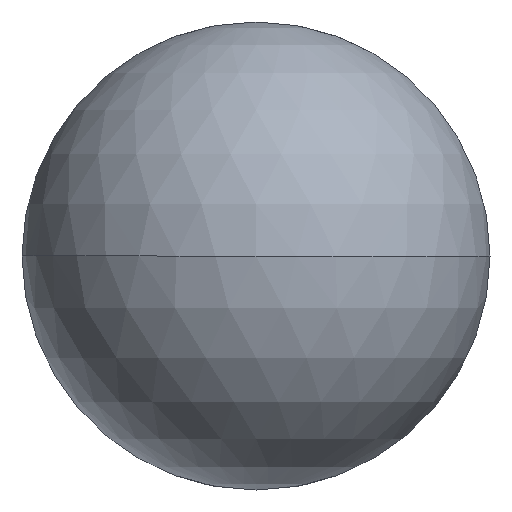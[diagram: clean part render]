
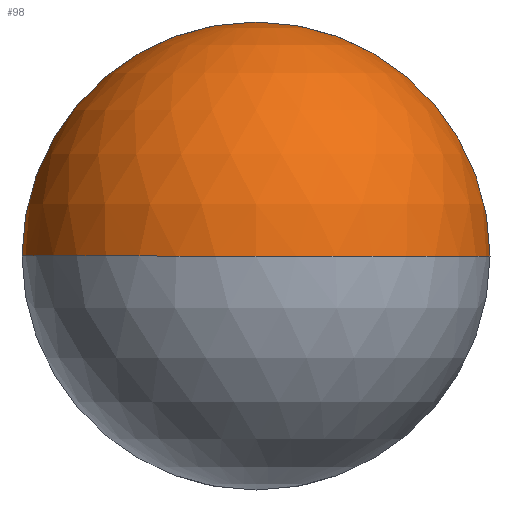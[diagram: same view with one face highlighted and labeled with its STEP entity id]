
A CAD part, front view. The second image highlights one B-rep face of the part: STEP entity #98.
In plain terms, the highlighted spherical face has radius 4.763 mm.
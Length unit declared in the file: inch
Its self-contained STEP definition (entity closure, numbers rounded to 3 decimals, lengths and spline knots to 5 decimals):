
#13 = CARTESIAN_POINT ( 'NONE',  ( 0., 0.1875, 0. ) ) ;
#24 = EDGE_CURVE ( 'NONE', #282, #345, #314, .T. ) ;
#25 = CARTESIAN_POINT ( 'NONE',  ( 0.1875, 0.1875, 0. ) ) ;
#42 = VERTEX_POINT ( 'NONE', #328 ) ;
#49 = CARTESIAN_POINT ( 'NONE',  ( 0., 0., 0. ) ) ;
#70 = DIRECTION ( 'NONE',  ( 0., 0., -1. ) ) ;
#81 = DIRECTION ( 'NONE',  ( 0., 0., 1. ) ) ;
#83 = DIRECTION ( 'NONE',  ( 1., 0., 0. ) ) ;
#84 = ORIENTED_EDGE ( 'NONE', *, *, #298, .T. ) ;
#98 = ADVANCED_FACE ( 'NONE', ( #117 ), #125, .T. ) ;
#114 = CIRCLE ( 'NONE', #227, 0.1875 ) ;
#117 = FACE_OUTER_BOUND ( 'NONE', #238, .T. ) ;
#125 = SPHERICAL_SURFACE ( 'NONE', #270, 0.1875 ) ;
#134 = DIRECTION ( 'NONE',  ( 0., 0., 1. ) ) ;
#137 = AXIS2_PLACEMENT_3D ( 'NONE', #13, #294, #321 ) ;
#153 = EDGE_CURVE ( 'NONE', #282, #189, #259, .T. ) ;
#167 = DIRECTION ( 'NONE',  ( 0., -1., 0. ) ) ;
#186 = AXIS2_PLACEMENT_3D ( 'NONE', #341, #167, #247 ) ;
#189 = VERTEX_POINT ( 'NONE', #49 ) ;
#196 = DIRECTION ( 'NONE',  ( 1., 0., 0. ) ) ;
#206 = ORIENTED_EDGE ( 'NONE', *, *, #232, .T. ) ;
#218 = CARTESIAN_POINT ( 'NONE',  ( 0., 0.1875, 0. ) ) ;
#221 = CARTESIAN_POINT ( 'NONE',  ( 0., 0.1875, 0. ) ) ;
#227 = AXIS2_PLACEMENT_3D ( 'NONE', #221, #134, #196 ) ;
#232 = EDGE_CURVE ( 'NONE', #345, #42, #284, .T. ) ;
#238 = EDGE_LOOP ( 'NONE', ( #206, #84, #340, #312 ) ) ;
#247 = DIRECTION ( 'NONE',  ( 0., 0., -1. ) ) ;
#259 = CIRCLE ( 'NONE', #137, 0.1875 ) ;
#270 = AXIS2_PLACEMENT_3D ( 'NONE', #332, #81, #83 ) ;
#282 = VERTEX_POINT ( 'NONE', #25 ) ;
#284 = CIRCLE ( 'NONE', #186, 0.1875 ) ;
#294 = DIRECTION ( 'NONE',  ( 0., 0., -1. ) ) ;
#298 = EDGE_CURVE ( 'NONE', #42, #189, #114, .T. ) ;
#301 = AXIS2_PLACEMENT_3D ( 'NONE', #218, #320, #70 ) ;
#312 = ORIENTED_EDGE ( 'NONE', *, *, #24, .T. ) ;
#314 = CIRCLE ( 'NONE', #301, 0.1875 ) ;
#320 = DIRECTION ( 'NONE',  ( 0., -1., 0. ) ) ;
#321 = DIRECTION ( 'NONE',  ( -1., 0., 0. ) ) ;
#328 = CARTESIAN_POINT ( 'NONE',  ( -0.1875, 0.1875, 0. ) ) ;
#332 = CARTESIAN_POINT ( 'NONE',  ( 0., 0.1875, 0. ) ) ;
#340 = ORIENTED_EDGE ( 'NONE', *, *, #153, .F. ) ;
#341 = CARTESIAN_POINT ( 'NONE',  ( 0., 0.1875, 0. ) ) ;
#345 = VERTEX_POINT ( 'NONE', #361 ) ;
#361 = CARTESIAN_POINT ( 'NONE',  ( 0., 0.1875, 0.1875 ) ) ;
